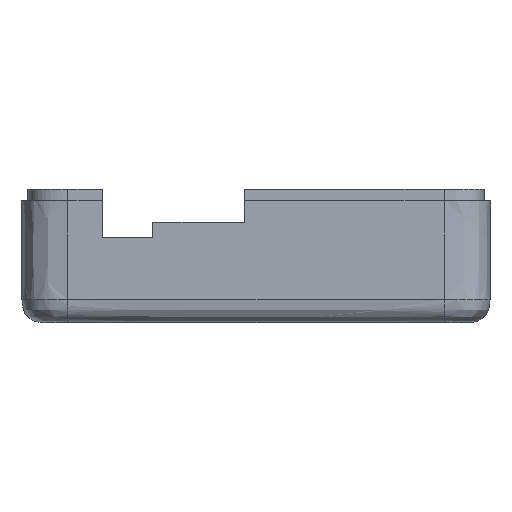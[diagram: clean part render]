
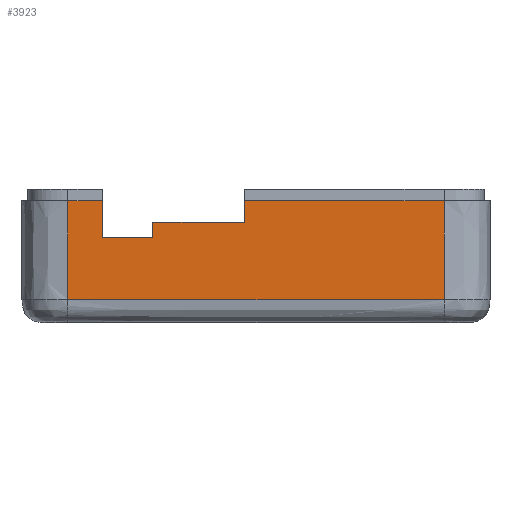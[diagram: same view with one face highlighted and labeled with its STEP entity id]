
A CAD part, left-side view. The second image highlights one B-rep face of the part: STEP entity #3923.
In plain terms, the highlighted planar face has unit normal (-1, 0, 0).
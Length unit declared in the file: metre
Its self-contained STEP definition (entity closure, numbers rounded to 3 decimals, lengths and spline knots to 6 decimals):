
#325=LINE('',#5771,#550);
#326=LINE('',#5789,#551);
#327=LINE('',#5791,#552);
#328=LINE('',#5793,#553);
#329=LINE('',#5795,#554);
#330=LINE('',#5797,#555);
#331=LINE('',#5799,#556);
#550=VECTOR('',#4598,1.);
#551=VECTOR('',#4599,1.);
#552=VECTOR('',#4600,1.);
#553=VECTOR('',#4601,1.);
#554=VECTOR('',#4602,1.);
#555=VECTOR('',#4603,1.);
#556=VECTOR('',#4604,1.);
#882=ORIENTED_EDGE('',*,*,#2093,.F.);
#883=ORIENTED_EDGE('',*,*,#2094,.T.);
#884=ORIENTED_EDGE('',*,*,#2095,.T.);
#885=ORIENTED_EDGE('',*,*,#2096,.T.);
#886=ORIENTED_EDGE('',*,*,#2097,.F.);
#887=ORIENTED_EDGE('',*,*,#2098,.T.);
#888=ORIENTED_EDGE('',*,*,#2099,.F.);
#889=ORIENTED_EDGE('',*,*,#2100,.T.);
#890=ORIENTED_EDGE('',*,*,#2101,.F.);
#891=ORIENTED_EDGE('',*,*,#2102,.T.);
#2093=EDGE_CURVE('',#2694,#2695,#325,.T.);
#2094=EDGE_CURVE('',#2694,#2696,#2999,.T.);
#2095=EDGE_CURVE('',#2696,#2697,#3000,.T.);
#2096=EDGE_CURVE('',#2697,#2698,#3001,.T.);
#2097=EDGE_CURVE('',#2699,#2698,#326,.T.);
#2098=EDGE_CURVE('',#2699,#2700,#327,.T.);
#2099=EDGE_CURVE('',#2701,#2700,#328,.T.);
#2100=EDGE_CURVE('',#2701,#2702,#329,.T.);
#2101=EDGE_CURVE('',#2703,#2702,#330,.T.);
#2102=EDGE_CURVE('',#2703,#2695,#331,.T.);
#2694=VERTEX_POINT('',#5772);
#2695=VERTEX_POINT('',#5773);
#2696=VERTEX_POINT('',#5778);
#2697=VERTEX_POINT('',#5783);
#2698=VERTEX_POINT('',#5788);
#2699=VERTEX_POINT('',#5790);
#2700=VERTEX_POINT('',#5792);
#2701=VERTEX_POINT('',#5794);
#2702=VERTEX_POINT('',#5796);
#2703=VERTEX_POINT('',#5798);
#2999=B_SPLINE_CURVE_WITH_KNOTS('',3,(#5774,#5775,#5776,#5777),
 .UNSPECIFIED.,.F.,.F.,(4,4),(0.084483,0.827586),
 .UNSPECIFIED.);
#3000=B_SPLINE_CURVE_WITH_KNOTS('',3,(#5779,#5780,#5781,#5782),
 .UNSPECIFIED.,.F.,.F.,(4,4),(0.,1.),.UNSPECIFIED.);
#3001=B_SPLINE_CURVE_WITH_KNOTS('',3,(#5784,#5785,#5786,#5787),
 .UNSPECIFIED.,.F.,.F.,(4,4),(0.172414,0.915517),
 .UNSPECIFIED.);
#3241=EDGE_LOOP('',(#882,#883,#884,#885,#886,#887,#888,#889,#890,#891));
#3539=FACE_BOUND('',#3241,.T.);
#3820=PLANE('',#4213);
#3923=ADVANCED_FACE('',(#3539),#3820,.F.);
#4213=AXIS2_PLACEMENT_3D('',#5770,#4596,#4597);
#4596=DIRECTION('',(1.,0.,0.));
#4597=DIRECTION('',(0.,1.,0.));
#4598=DIRECTION('',(0.,-1.,0.));
#4599=DIRECTION('',(0.,-1.,0.));
#4600=DIRECTION('',(0.,0.,-1.));
#4601=DIRECTION('',(0.,-1.,0.));
#4602=DIRECTION('',(0.,0.,-1.));
#4603=DIRECTION('',(0.,-1.,0.));
#4604=DIRECTION('',(0.,0.,1.));
#5770=CARTESIAN_POINT('',(-0.079,0.,0.029));
#5771=CARTESIAN_POINT('',(-0.079,0.,0.02655));
#5772=CARTESIAN_POINT('',(-0.079,0.041,0.02655));
#5773=CARTESIAN_POINT('',(-0.079,0.0335,0.02655));
#5774=CARTESIAN_POINT('',(-0.079,0.041,0.02655));
#5775=CARTESIAN_POINT('',(-0.079,0.041,0.019367));
#5776=CARTESIAN_POINT('',(-0.079,0.041,0.012183));
#5777=CARTESIAN_POINT('',(-0.079,0.041,0.005));
#5778=CARTESIAN_POINT('',(-0.079,0.041,0.005));
#5779=CARTESIAN_POINT('',(-0.079,0.041,0.005));
#5780=CARTESIAN_POINT('',(-0.079,0.013667,0.005));
#5781=CARTESIAN_POINT('',(-0.079,-0.013667,0.005));
#5782=CARTESIAN_POINT('',(-0.079,-0.041,0.005));
#5783=CARTESIAN_POINT('',(-0.079,-0.041,0.005));
#5784=CARTESIAN_POINT('',(-0.079,-0.041,0.005));
#5785=CARTESIAN_POINT('',(-0.079,-0.041,0.012183));
#5786=CARTESIAN_POINT('',(-0.079,-0.041,0.019367));
#5787=CARTESIAN_POINT('',(-0.079,-0.041,0.02655));
#5788=CARTESIAN_POINT('',(-0.079,-0.041,0.02655));
#5789=CARTESIAN_POINT('',(-0.079,0.,0.02655));
#5790=CARTESIAN_POINT('',(-0.079,0.0025,0.02655));
#5791=CARTESIAN_POINT('',(-0.079,0.0025,0.025447));
#5792=CARTESIAN_POINT('',(-0.079,0.0025,0.021894));
#5793=CARTESIAN_POINT('',(-0.079,0.0125,0.021894));
#5794=CARTESIAN_POINT('',(-0.079,0.0225,0.021894));
#5795=CARTESIAN_POINT('',(-0.079,0.0225,0.020197));
#5796=CARTESIAN_POINT('',(-0.079,0.0225,0.0185));
#5797=CARTESIAN_POINT('',(-0.079,0.028,0.0185));
#5798=CARTESIAN_POINT('',(-0.079,0.0335,0.0185));
#5799=CARTESIAN_POINT('',(-0.079,0.0335,0.02375));
